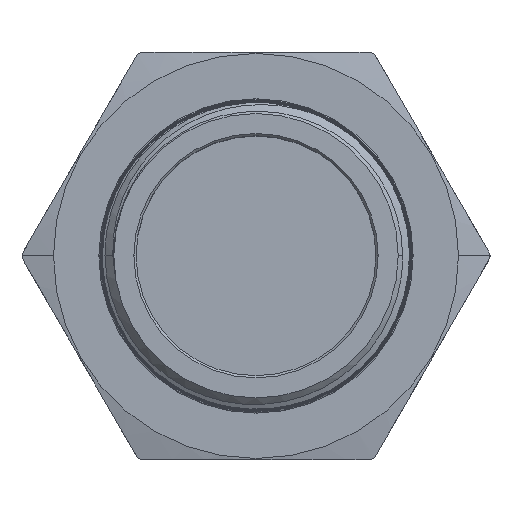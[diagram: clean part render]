
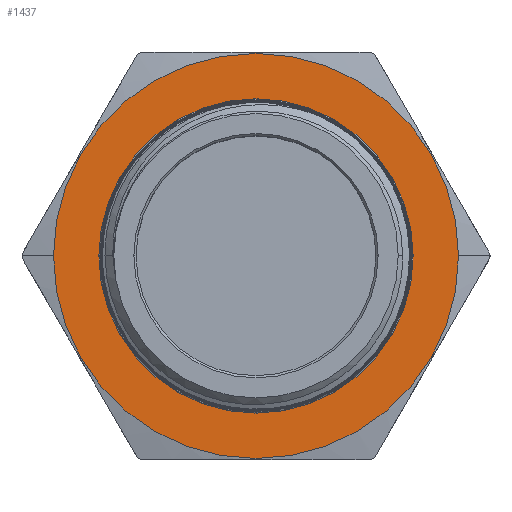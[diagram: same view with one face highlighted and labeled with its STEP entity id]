
A CAD part, top view. The second image highlights one B-rep face of the part: STEP entity #1437.
In plain terms, the highlighted planar face has unit normal (0, 0, 1).
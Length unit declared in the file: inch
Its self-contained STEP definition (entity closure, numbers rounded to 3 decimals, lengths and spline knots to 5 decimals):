
#582 = CARTESIAN_POINT ( 'NONE',  ( 0., 0., 0.42 ) ) ;
#583 = DIRECTION ( 'NONE',  ( 0., 0., -1. ) ) ;
#584 = DIRECTION ( 'NONE',  ( 1., 0., 0. ) ) ;
#587 = CARTESIAN_POINT ( 'NONE',  ( 0., 0., 0.42 ) ) ;
#588 = DIRECTION ( 'NONE',  ( 0., 0., -1. ) ) ;
#589 = DIRECTION ( 'NONE',  ( -1., 0., 0. ) ) ;
#1437 = ADVANCED_FACE ( 'NONE', ( #7755, #7757 ), #7249, .T. ) ;
#2644 = EDGE_CURVE ( 'NONE', #3045, #3042, #7758, .T. ) ;
#2652 = EDGE_CURVE ( 'NONE', #3019, #3036, #7778, .T. ) ;
#2721 = AXIS2_PLACEMENT_3D ( 'NONE', #7247, #7246, #7251 ) ;
#2732 = AXIS2_PLACEMENT_3D ( 'NONE', #7276, #7277, #7278 ) ;
#2737 = AXIS2_PLACEMENT_3D ( 'NONE', #7298, #7299, #7300 ) ;
#2751 = AXIS2_PLACEMENT_3D ( 'NONE', #582, #583, #584 ) ;
#2752 = AXIS2_PLACEMENT_3D ( 'NONE', #587, #588, #589 ) ;
#3019 = VERTEX_POINT ( 'NONE', #7385 ) ;
#3036 = VERTEX_POINT ( 'NONE', #7399 ) ;
#3042 = VERTEX_POINT ( 'NONE', #7405 ) ;
#3045 = VERTEX_POINT ( 'NONE', #7408 ) ;
#3113 = EDGE_LOOP ( 'NONE', ( #6760, #6759 ) ) ;
#3117 = EDGE_LOOP ( 'NONE', ( #6762, #6761 ) ) ;
#5298 = EDGE_CURVE ( 'NONE', #3042, #3045, #7842, .T. ) ;
#5299 = EDGE_CURVE ( 'NONE', #3036, #3019, #7834, .T. ) ;
#6759 = ORIENTED_EDGE ( 'NONE', *, *, #5299, .F. ) ;
#6760 = ORIENTED_EDGE ( 'NONE', *, *, #2652, .F. ) ;
#6761 = ORIENTED_EDGE ( 'NONE', *, *, #5298, .T. ) ;
#6762 = ORIENTED_EDGE ( 'NONE', *, *, #2644, .T. ) ;
#7246 = DIRECTION ( 'NONE',  ( 0., 0., 1. ) ) ;
#7247 = CARTESIAN_POINT ( 'NONE',  ( -1.08253, -1.875, 0.42 ) ) ;
#7249 = PLANE ( 'NONE',  #2721 ) ;
#7251 = DIRECTION ( 'NONE',  ( 1., 0., 0. ) ) ;
#7276 = CARTESIAN_POINT ( 'NONE',  ( 0., 0., 0.42 ) ) ;
#7277 = DIRECTION ( 'NONE',  ( 0., 0., -1. ) ) ;
#7278 = DIRECTION ( 'NONE',  ( 1., 0., 0. ) ) ;
#7298 = CARTESIAN_POINT ( 'NONE',  ( 0., 0., 0.42 ) ) ;
#7299 = DIRECTION ( 'NONE',  ( 0., 0., -1. ) ) ;
#7300 = DIRECTION ( 'NONE',  ( -1., 0., 0. ) ) ;
#7385 = CARTESIAN_POINT ( 'NONE',  ( -1.865, 0., 0.42 ) ) ;
#7399 = CARTESIAN_POINT ( 'NONE',  ( 1.865, 0., 0.42 ) ) ;
#7405 = CARTESIAN_POINT ( 'NONE',  ( -1.4475, 0., 0.42 ) ) ;
#7408 = CARTESIAN_POINT ( 'NONE',  ( 1.4475, 0., 0.42 ) ) ;
#7755 = FACE_BOUND ( 'NONE', #3117, .T. ) ;
#7757 = FACE_OUTER_BOUND ( 'NONE', #3113, .T. ) ;
#7758 = CIRCLE ( 'NONE', #2732, 1.4475 ) ;
#7778 = CIRCLE ( 'NONE', #2737, 1.865 ) ;
#7834 = CIRCLE ( 'NONE', #2752, 1.865 ) ;
#7842 = CIRCLE ( 'NONE', #2751, 1.4475 ) ;
